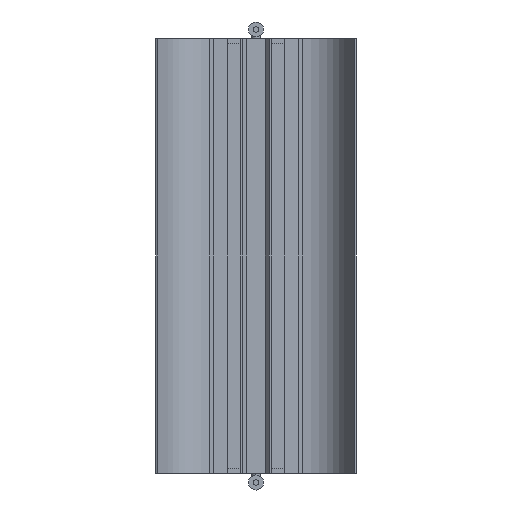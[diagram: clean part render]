
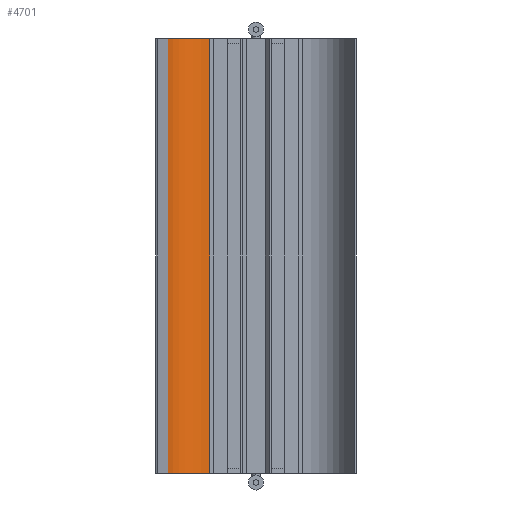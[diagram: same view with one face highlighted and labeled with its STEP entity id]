
A CAD part, front view. The second image highlights one B-rep face of the part: STEP entity #4701.
In plain terms, the highlighted cylindrical face has radius 160 mm (diameter 320 mm), a partial arc.
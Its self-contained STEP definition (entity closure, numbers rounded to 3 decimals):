
#207 = DIRECTION ( 'NONE',  ( -1., 0., 0. ) ) ;
#445 = CARTESIAN_POINT ( 'NONE',  ( -155., -6., -723.5 ) ) ;
#468 = ORIENTED_EDGE ( 'NONE', *, *, #2636, .T. ) ;
#470 = VECTOR ( 'NONE', #613, 1000. ) ;
#492 = AXIS2_PLACEMENT_3D ( 'NONE', #4243, #1995, #955 ) ;
#603 = CARTESIAN_POINT ( 'NONE',  ( -155., -6., 723.5 ) ) ;
#613 = DIRECTION ( 'NONE',  ( 0., 0., -1. ) ) ;
#742 = ORIENTED_EDGE ( 'NONE', *, *, #3342, .F. ) ;
#832 = EDGE_LOOP ( 'NONE', ( #468, #1455, #742, #2536 ) ) ;
#955 = DIRECTION ( 'NONE',  ( 1., 0., 0. ) ) ;
#1030 = CARTESIAN_POINT ( 'NONE',  ( -293.564, -86., -723.5 ) ) ;
#1055 = DIRECTION ( 'NONE',  ( 1., 0., 0. ) ) ;
#1187 = VERTEX_POINT ( 'NONE', #4116 ) ;
#1229 = VECTOR ( 'NONE', #3045, 1000. ) ;
#1455 = ORIENTED_EDGE ( 'NONE', *, *, #2668, .F. ) ;
#1493 = EDGE_CURVE ( 'NONE', #1187, #1691, #3627, .T. ) ;
#1691 = VERTEX_POINT ( 'NONE', #1030 ) ;
#1876 = CYLINDRICAL_SURFACE ( 'NONE', #2915, 160. ) ;
#1896 = VERTEX_POINT ( 'NONE', #445 ) ;
#1995 = DIRECTION ( 'NONE',  ( 0., 0., -1. ) ) ;
#2168 = LINE ( 'NONE', #2735, #470 ) ;
#2191 = CARTESIAN_POINT ( 'NONE',  ( -155., -166., 723.5 ) ) ;
#2239 = CIRCLE ( 'NONE', #492, 160. ) ;
#2317 = AXIS2_PLACEMENT_3D ( 'NONE', #2191, #4101, #1055 ) ;
#2343 = CARTESIAN_POINT ( 'NONE',  ( -293.564, -86., 723.5 ) ) ;
#2536 = ORIENTED_EDGE ( 'NONE', *, *, #1493, .T. ) ;
#2636 = EDGE_CURVE ( 'NONE', #1691, #1896, #2239, .T. ) ;
#2668 = EDGE_CURVE ( 'NONE', #2673, #1896, #2168, .T. ) ;
#2673 = VERTEX_POINT ( 'NONE', #603 ) ;
#2735 = CARTESIAN_POINT ( 'NONE',  ( -155., -6., 723.5 ) ) ;
#2795 = FACE_OUTER_BOUND ( 'NONE', #832, .T. ) ;
#2915 = AXIS2_PLACEMENT_3D ( 'NONE', #3878, #4698, #207 ) ;
#3045 = DIRECTION ( 'NONE',  ( 0., 0., -1. ) ) ;
#3342 = EDGE_CURVE ( 'NONE', #1187, #2673, #4228, .T. ) ;
#3627 = LINE ( 'NONE', #2343, #1229 ) ;
#3878 = CARTESIAN_POINT ( 'NONE',  ( -155., -166., 723.5 ) ) ;
#4101 = DIRECTION ( 'NONE',  ( 0., 0., -1. ) ) ;
#4116 = CARTESIAN_POINT ( 'NONE',  ( -293.564, -86., 723.5 ) ) ;
#4228 = CIRCLE ( 'NONE', #2317, 160. ) ;
#4243 = CARTESIAN_POINT ( 'NONE',  ( -155., -166., -723.5 ) ) ;
#4698 = DIRECTION ( 'NONE',  ( 0., 0., -1. ) ) ;
#4701 = ADVANCED_FACE ( 'NONE', ( #2795 ), #1876, .F. ) ;
